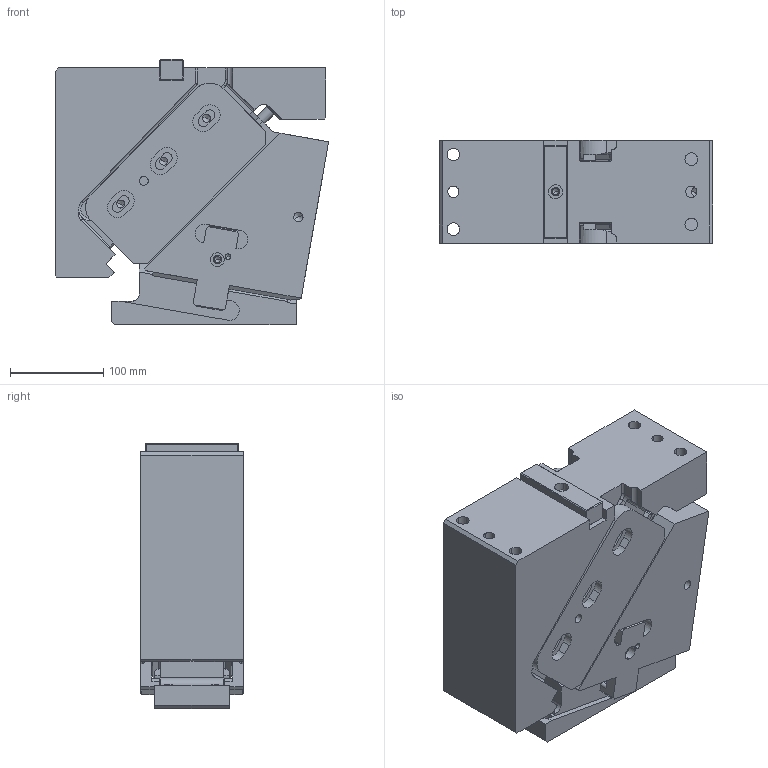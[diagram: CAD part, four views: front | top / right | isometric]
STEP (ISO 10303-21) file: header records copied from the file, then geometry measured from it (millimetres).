
FILE_DESCRIPTION(('CATIA V5 STEP Exchange','CAx-IF Rec.Pracs.--- Model Styling and Organization---1.4--- 2014-01-23'),'2;1');
FILE_NAME('KS_OT_0110_10__IND_08__23432__SCHIEBERADAPTER_PART__2015_07_02__SCHWER.stp','2017-10-27T05:41:40+00:00',('none'),('none'),'CATIA Version 5-6 Release 2016 SP3 HF35','CATIA V5 STEP AP203 WITH EXTENSIONS','none');
FILE_SCHEMA(('CONFIG_CONTROL_DESIGN','SHAPE_APPEARANCE_LAYER_MIM'));
Length unit declared in the file: millimetre
Products named in the file (1): KS_OT_0110_10__IND_08__23432__SCHIEBERADAPTER_PART__2015_07_02__SCHWER
Bounding box: 292.94 x 110 x 284 mm (x, y, z)
Volume: 6820067.9 mm3; surface area: 620117 mm2
Topology: 4 solids, 5 shells, 829 faces, 2203 edges, 1398 vertices
Faces by surface type: plane 416, cylinder 318, cone 62, torus 32, revolution 1
Entity records: 24956 total; most frequent: CARTESIAN_POINT 5538, ORIENTED_EDGE 4292, DIRECTION 3081, EDGE_CURVE 2146, VERTEX_POINT 1394, VECTOR 1295, LINE 1295, AXIS2_PLACEMENT_3D 1217
